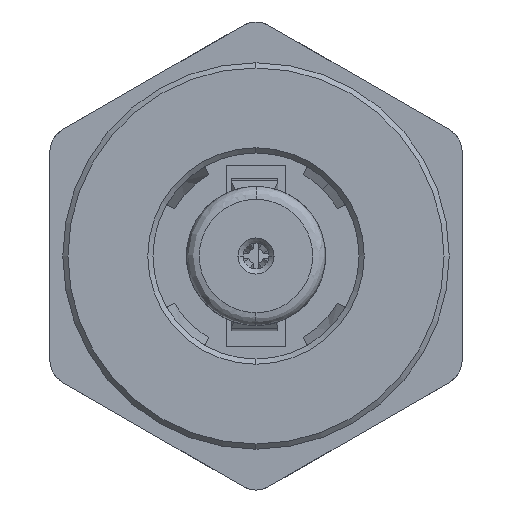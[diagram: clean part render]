
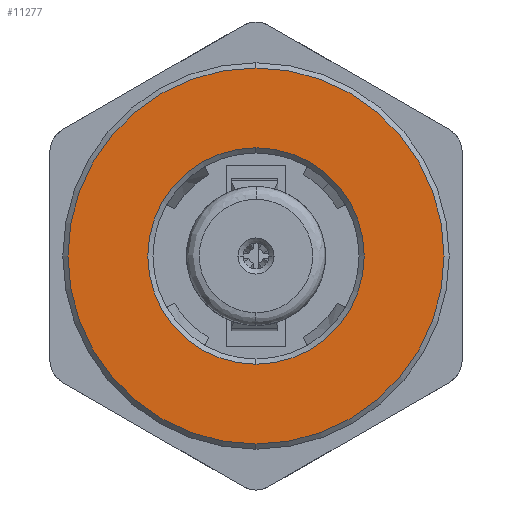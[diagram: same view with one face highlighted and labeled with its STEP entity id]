
A CAD part, front view. The second image highlights one B-rep face of the part: STEP entity #11277.
In plain terms, the highlighted planar face has unit normal (0, -1, 0).
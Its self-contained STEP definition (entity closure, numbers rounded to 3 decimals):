
#1116 = DIRECTION ( 'NONE',  ( 0., -1., 0. ) ) ;
#1219 = PLANE ( 'NONE',  #1456 ) ;
#1456 = AXIS2_PLACEMENT_3D ( 'NONE', #16936, #1116, #2870 ) ;
#1505 = CIRCLE ( 'NONE', #13049, 7.3 ) ;
#2202 = EDGE_CURVE ( 'NONE', #17547, #15005, #7829, .T. ) ;
#2564 = FACE_BOUND ( 'NONE', #16608, .T. ) ;
#2589 = VERTEX_POINT ( 'NONE', #4359 ) ;
#2870 = DIRECTION ( 'NONE',  ( 0., 0., 1. ) ) ;
#3126 = CARTESIAN_POINT ( 'NONE',  ( 5.5, 0., -9.705 ) ) ;
#3280 = ORIENTED_EDGE ( 'NONE', *, *, #17479, .T. ) ;
#3321 = CARTESIAN_POINT ( 'NONE',  ( 5.5, 0., 1.795 ) ) ;
#4065 = CIRCLE ( 'NONE', #17274, 4.2 ) ;
#4359 = CARTESIAN_POINT ( 'NONE',  ( 5.5, 0., -1.305 ) ) ;
#4703 = CARTESIAN_POINT ( 'NONE',  ( 5.5, 0., -12.805 ) ) ;
#5184 = DIRECTION ( 'NONE',  ( 0., -1., 0. ) ) ;
#5214 = EDGE_CURVE ( 'NONE', #12319, #2589, #18504, .T. ) ;
#5634 = ORIENTED_EDGE ( 'NONE', *, *, #15252, .F. ) ;
#5635 = CARTESIAN_POINT ( 'NONE',  ( 5.5, 0., -5.505 ) ) ;
#6071 = CARTESIAN_POINT ( 'NONE',  ( 5.5, 0., -5.505 ) ) ;
#6748 = CARTESIAN_POINT ( 'NONE',  ( 5.5, 0., -5.505 ) ) ;
#6905 = ORIENTED_EDGE ( 'NONE', *, *, #5214, .F. ) ;
#7637 = AXIS2_PLACEMENT_3D ( 'NONE', #6071, #15487, #9177 ) ;
#7829 = CIRCLE ( 'NONE', #9786, 7.3 ) ;
#9177 = DIRECTION ( 'NONE',  ( 0., 0., 1. ) ) ;
#9289 = DIRECTION ( 'NONE',  ( 0., 0., 1. ) ) ;
#9786 = AXIS2_PLACEMENT_3D ( 'NONE', #20039, #15495, #9289 ) ;
#10370 = DIRECTION ( 'NONE',  ( 0., 0., 1. ) ) ;
#10398 = ORIENTED_EDGE ( 'NONE', *, *, #2202, .T. ) ;
#11277 = ADVANCED_FACE ( 'NONE', ( #2564, #12074 ), #1219, .T. ) ;
#11940 = DIRECTION ( 'NONE',  ( 0., -1., 0. ) ) ;
#11994 = EDGE_LOOP ( 'NONE', ( #3280, #10398 ) ) ;
#12074 = FACE_OUTER_BOUND ( 'NONE', #11994, .T. ) ;
#12319 = VERTEX_POINT ( 'NONE', #3126 ) ;
#13049 = AXIS2_PLACEMENT_3D ( 'NONE', #6748, #5184, #17806 ) ;
#15005 = VERTEX_POINT ( 'NONE', #4703 ) ;
#15252 = EDGE_CURVE ( 'NONE', #2589, #12319, #4065, .T. ) ;
#15487 = DIRECTION ( 'NONE',  ( 0., -1., 0. ) ) ;
#15495 = DIRECTION ( 'NONE',  ( 0., -1., 0. ) ) ;
#16608 = EDGE_LOOP ( 'NONE', ( #5634, #6905 ) ) ;
#16936 = CARTESIAN_POINT ( 'NONE',  ( 5.5, 0., -5.505 ) ) ;
#17274 = AXIS2_PLACEMENT_3D ( 'NONE', #5635, #11940, #10370 ) ;
#17479 = EDGE_CURVE ( 'NONE', #15005, #17547, #1505, .T. ) ;
#17547 = VERTEX_POINT ( 'NONE', #3321 ) ;
#17806 = DIRECTION ( 'NONE',  ( 0., 0., 1. ) ) ;
#18504 = CIRCLE ( 'NONE', #7637, 4.2 ) ;
#20039 = CARTESIAN_POINT ( 'NONE',  ( 5.5, 0., -5.505 ) ) ;
